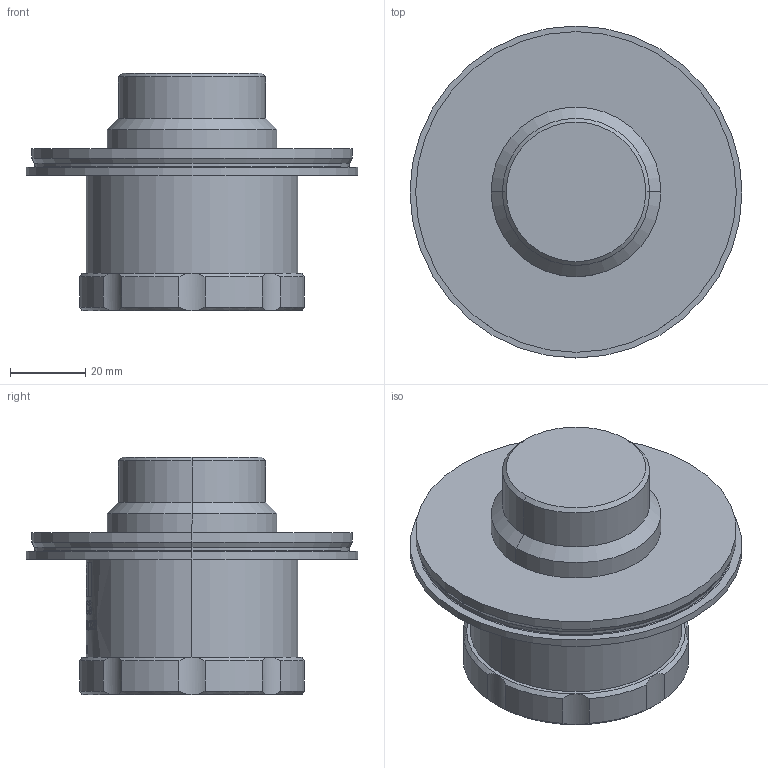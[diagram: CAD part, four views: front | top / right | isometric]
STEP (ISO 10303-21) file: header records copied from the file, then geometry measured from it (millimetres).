
FILE_DESCRIPTION (( 'STEP AP203' ), '1' );
FILE_NAME ('S4LFT4147_328_01.STEP', '2021-01-21T07:56:12', ( '' ), ( '' ), 'SwSTEP 2.0', 'SolidWorks 2017', '' );
FILE_SCHEMA (( 'CONFIG_CONTROL_DESIGN' ));
Length unit declared in the file: millimetre
Products named in the file (1): S4LFT4147_328_01
Bounding box: 88 x 88 x 63 mm (x, y, z)
Volume: 158347.7 mm3; surface area: 23506.2 mm2
Topology: 1 solids, 1 shells, 100 faces, 472 edges, 417 vertices
Faces by surface type: cylinder 68, cone 22, plane 6, torus 4
Entity records: 7518 total; most frequent: CARTESIAN_POINT 3678, ORIENTED_EDGE 944, DIRECTION 610, EDGE_CURVE 472, VERTEX_POINT 417, AXIS2_PLACEMENT_3D 252, B_SPLINE_CURVE_WITH_KNOTS 215, CIRCLE 151
